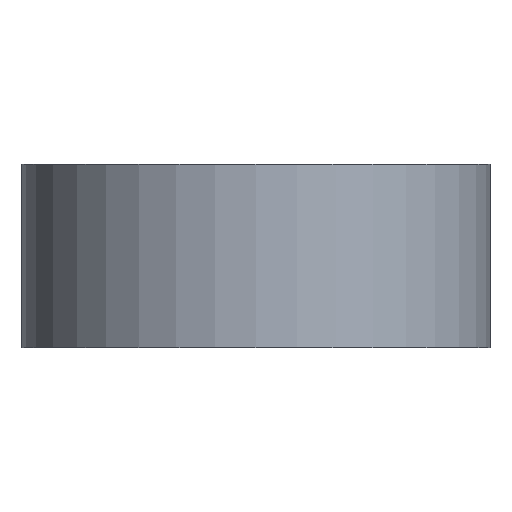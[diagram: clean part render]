
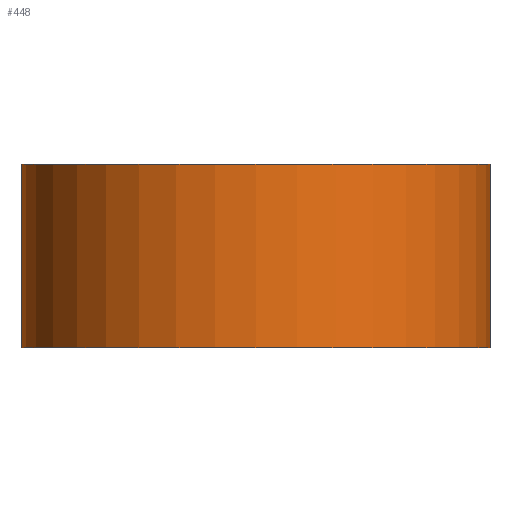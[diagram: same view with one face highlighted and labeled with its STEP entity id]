
A CAD part, front view. The second image highlights one B-rep face of the part: STEP entity #448.
In plain terms, the highlighted cylindrical face has radius 24.232 mm (diameter 48.463 mm), a partial arc.
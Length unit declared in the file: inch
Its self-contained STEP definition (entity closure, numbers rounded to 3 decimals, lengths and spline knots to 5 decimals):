
#3 = VERTEX_POINT ( 'NONE', #55 ) ;
#9 = CARTESIAN_POINT ( 'NONE',  ( -0.048, -2.312, 0.375 ) ) ;
#12 = VERTEX_POINT ( 'NONE', #9 ) ;
#31 = EDGE_LOOP ( 'NONE', ( #107, #470, #383, #240 ) ) ;
#51 = CIRCLE ( 'NONE', #377, 0.954 ) ;
#53 = CARTESIAN_POINT ( 'NONE',  ( 0.906, -1.358, 0.375 ) ) ;
#55 = CARTESIAN_POINT ( 'NONE',  ( -0.048, -2.312, -0.375 ) ) ;
#59 = LINE ( 'NONE', #53, #208 ) ;
#62 = CARTESIAN_POINT ( 'NONE',  ( 0.906, -2.312, 0.375 ) ) ;
#67 = DIRECTION ( 'NONE',  ( 0., 0., -1. ) ) ;
#73 = DIRECTION ( 'NONE',  ( -1., 0., 0. ) ) ;
#74 = CARTESIAN_POINT ( 'NONE',  ( 0.906, -1.358, -0.375 ) ) ;
#98 = EDGE_CURVE ( 'NONE', #100, #3, #513, .T. ) ;
#100 = VERTEX_POINT ( 'NONE', #74 ) ;
#101 = AXIS2_PLACEMENT_3D ( 'NONE', #62, #67, #73 ) ;
#107 = ORIENTED_EDGE ( 'NONE', *, *, #98, .F. ) ;
#118 = CARTESIAN_POINT ( 'NONE',  ( 0.906, -1.358, 0.375 ) ) ;
#154 = CYLINDRICAL_SURFACE ( 'NONE', #101, 0.954 ) ;
#162 = FACE_OUTER_BOUND ( 'NONE', #31, .T. ) ;
#170 = VECTOR ( 'NONE', #307, 39.37008 ) ;
#172 = LINE ( 'NONE', #408, #170 ) ;
#182 = CARTESIAN_POINT ( 'NONE',  ( 0.906, -2.312, -0.375 ) ) ;
#208 = VECTOR ( 'NONE', #555, 39.37008 ) ;
#227 = DIRECTION ( 'NONE',  ( 1., 0., 0. ) ) ;
#240 = ORIENTED_EDGE ( 'NONE', *, *, #434, .T. ) ;
#257 = CARTESIAN_POINT ( 'NONE',  ( 0.906, -2.312, 0.375 ) ) ;
#261 = DIRECTION ( 'NONE',  ( 0., 0., -1. ) ) ;
#264 = DIRECTION ( 'NONE',  ( 1., 0., 0. ) ) ;
#307 = DIRECTION ( 'NONE',  ( 0., 0., -1. ) ) ;
#313 = AXIS2_PLACEMENT_3D ( 'NONE', #182, #452, #227 ) ;
#344 = EDGE_CURVE ( 'NONE', #509, #100, #59, .T. ) ;
#377 = AXIS2_PLACEMENT_3D ( 'NONE', #257, #261, #264 ) ;
#383 = ORIENTED_EDGE ( 'NONE', *, *, #398, .T. ) ;
#398 = EDGE_CURVE ( 'NONE', #509, #12, #51, .T. ) ;
#408 = CARTESIAN_POINT ( 'NONE',  ( -0.048, -2.312, 0.375 ) ) ;
#434 = EDGE_CURVE ( 'NONE', #12, #3, #172, .T. ) ;
#448 = ADVANCED_FACE ( 'NONE', ( #162 ), #154, .T. ) ;
#452 = DIRECTION ( 'NONE',  ( 0., 0., -1. ) ) ;
#470 = ORIENTED_EDGE ( 'NONE', *, *, #344, .F. ) ;
#509 = VERTEX_POINT ( 'NONE', #118 ) ;
#513 = CIRCLE ( 'NONE', #313, 0.954 ) ;
#555 = DIRECTION ( 'NONE',  ( 0., 0., -1. ) ) ;
